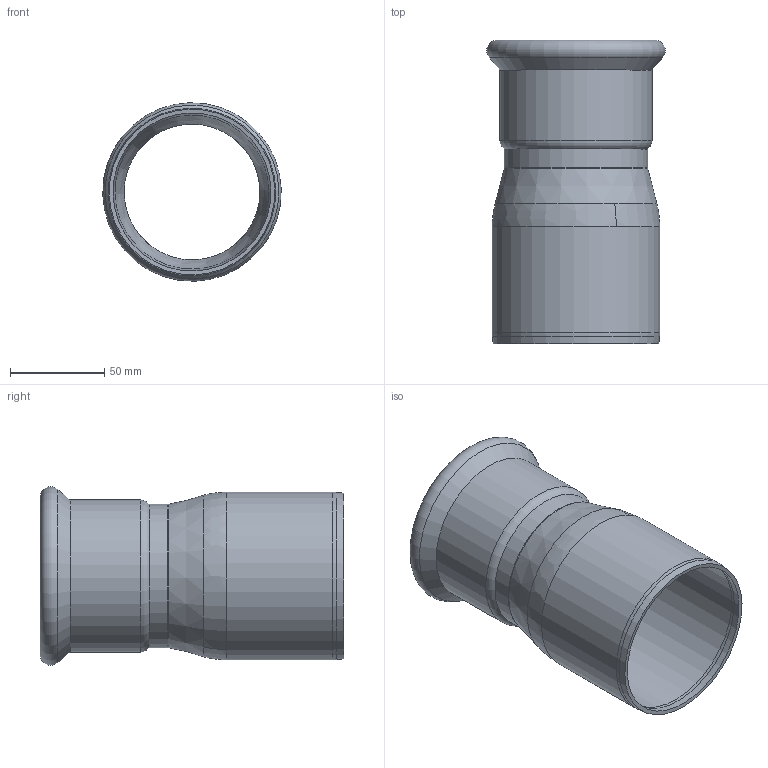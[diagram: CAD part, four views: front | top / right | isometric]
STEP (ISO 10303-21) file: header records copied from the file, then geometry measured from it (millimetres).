
FILE_DESCRIPTION(/* description */ (''),/* implementation_level */ '2;1');
FILE_NAME(/* name */ '42439.stp',/* time_stamp */ '2023-09-08T11:14:15+02:00',/* author */ ('JANAN'),/* organization */ (''),/* preprocessor_version */ 'ST-DEVELOPER v19.2',/* originating_system */ 'Autodesk Inventor 2023',/* authorisation */ '');
FILE_SCHEMA (('AUTOMOTIVE_DESIGN { 1 0 10303 214 3 1 1 }'));
Length unit declared in the file: millimetre
Products named in the file (1): tmpC2D.tmp
Bounding box: 94.67 x 161 x 94.67 mm (x, y, z)
Volume: 89002.4 mm3; surface area: 89810.1 mm2
Topology: 2 solids, 2 shells, 34 faces, 67 edges, 36 vertices
Faces by surface type: cone 12, torus 8, cylinder 7, bspline 4, plane 3
Full cylindrical faces by diameter (mm): 71.98 x1, 76.1 x1, 76.7 x1, 78.2 x1, 80.7 x1, 84.78 x1, 88.9 x1
Entity records: 1095 total; most frequent: CARTESIAN_POINT 294, DIRECTION 177, ORIENTED_EDGE 134, AXIS2_PLACEMENT_3D 79, EDGE_CURVE 67, CIRCLE 44, EDGE_LOOP 37, VERTEX_POINT 36
